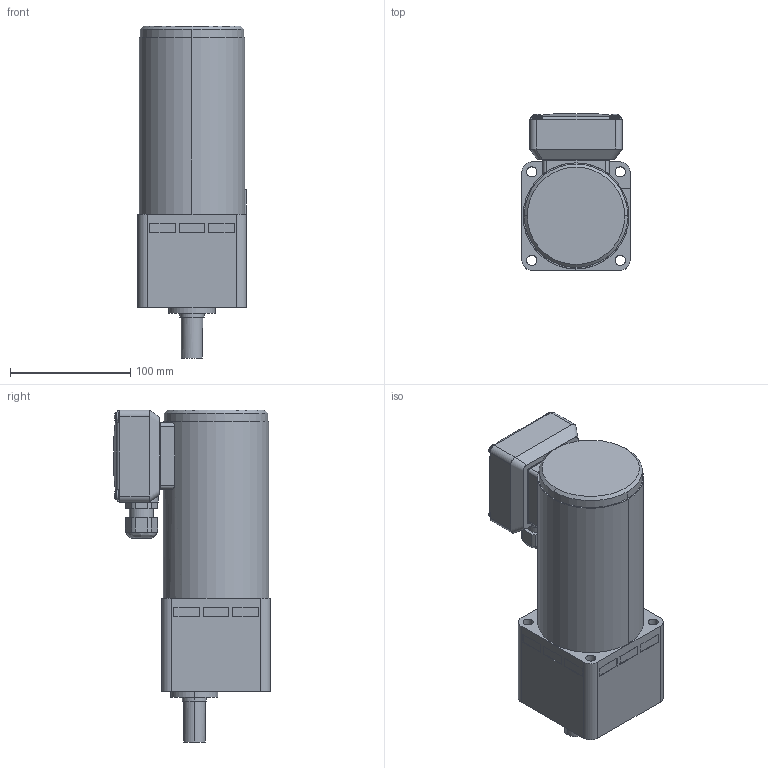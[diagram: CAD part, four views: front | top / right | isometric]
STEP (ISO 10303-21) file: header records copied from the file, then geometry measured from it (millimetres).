
FILE_DESCRIPTION (( 'STEP AP203' ), '1' );
FILE_NAME ('A1323C.STEP', '2014-05-28T00:16:39', ( 'om' ), ( 'Hewlett-Packard Company' ), 'SwSTEP 2.0', 'SolidWorks 2011', '' );
FILE_SCHEMA (( 'CONFIG_CONTROL_DESIGN' ));
Length unit declared in the file: millimetre
Products named in the file (1): A1323C
Bounding box: 90 x 130 x 276 mm (x, y, z)
Volume: 1793965.5 mm3; surface area: 130975.3 mm2
Topology: 2 solids, 3 shells, 288 faces, 723 edges, 475 vertices
Faces by surface type: plane 139, cylinder 123, bspline 20, cone 6
Entity records: 9465 total; most frequent: CARTESIAN_POINT 2336, DIRECTION 1506, ORIENTED_EDGE 1442, EDGE_CURVE 721, AXIS2_PLACEMENT_3D 547, VERTEX_POINT 475, LINE 412, VECTOR 412
